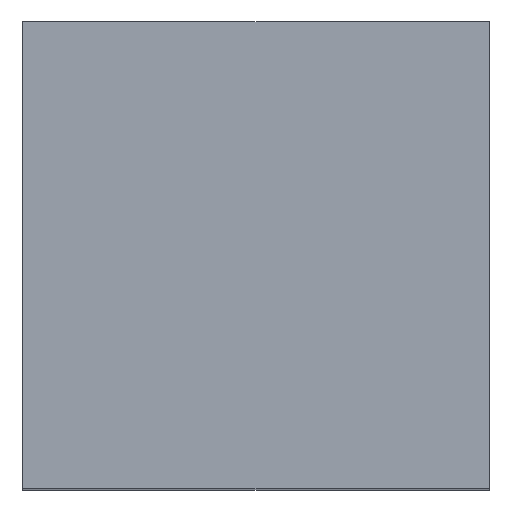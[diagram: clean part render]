
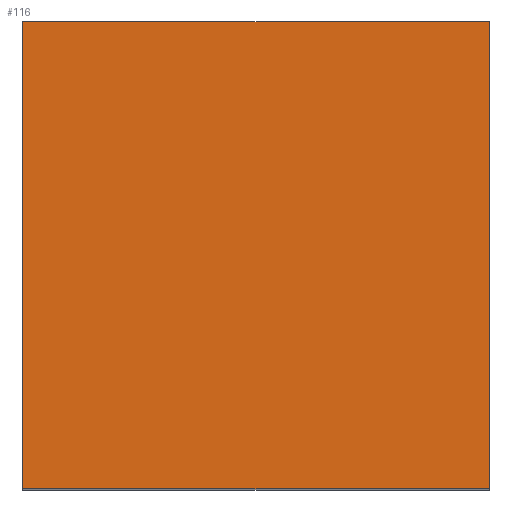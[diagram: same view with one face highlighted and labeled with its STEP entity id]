
A CAD part, top view. The second image highlights one B-rep face of the part: STEP entity #116.
In plain terms, the highlighted free-form (B-spline) face has degree [1, 1] with [2, 2] control points.
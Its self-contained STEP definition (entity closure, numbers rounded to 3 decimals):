
#81=CARTESIAN_POINT('F2',(-50.0,50.0,50.0));
#82=CARTESIAN_POINT('F2',(-50.0,-50.0,50.0));
#83=CARTESIAN_POINT('F2',(50.0,50.0,50.0));
#84=CARTESIAN_POINT('F2',(50.0,-50.0,50.0));
#85=QUASI_UNIFORM_SURFACE('F2',1,1,((#81,#83),(#82,#84)),
   .PLANE_SURF.,.F.,.F.,.U.);
#86=CARTESIAN_POINT('V5',(-50.0,50.0,50.0));
#87=VERTEX_POINT('V5',#86);
#88=CARTESIAN_POINT('V9',(-50.0,-50.0,50.0));
#89=VERTEX_POINT('V9',#88);
#90=CARTESIAN_POINT('E15',(-50.0,50.0,50.0));
#91=CARTESIAN_POINT('E15',(-50.0,-50.0,50.0));
#92=QUASI_UNIFORM_CURVE('E15',1,(#90,#91),.POLYLINE_FORM.,.F.,.U.);
#93=EDGE_CURVE('E15',#87,#89,#92,.T.);
#94=ORIENTED_EDGE('E15',*,*,#93,.F.);
#95=CARTESIAN_POINT('V6',(50.0,50.0,50.0));
#96=VERTEX_POINT('V6',#95);
#97=CARTESIAN_POINT('E7',(50.0,50.0,50.0));
#98=CARTESIAN_POINT('E7',(-50.0,50.0,50.0));
#99=QUASI_UNIFORM_CURVE('E7',1,(#97,#98),.POLYLINE_FORM.,.F.,.U.);
#100=EDGE_CURVE('E7',#96,#87,#99,.T.);
#101=ORIENTED_EDGE('E7',*,*,#100,.F.);
#102=CARTESIAN_POINT('V10',(50.0,-50.0,50.0));
#103=VERTEX_POINT('V10',#102);
#104=CARTESIAN_POINT('E13',(50.0,-50.0,50.0));
#105=CARTESIAN_POINT('E13',(50.0,50.0,50.0));
#106=QUASI_UNIFORM_CURVE('E13',1,(#104,#105),.POLYLINE_FORM.,.F.,.U.
   );
#107=EDGE_CURVE('E13',#103,#96,#106,.T.);
#108=ORIENTED_EDGE('E13',*,*,#107,.F.);
#109=CARTESIAN_POINT('E11',(-50.0,-50.0,50.0));
#110=CARTESIAN_POINT('E11',(50.0,-50.0,50.0));
#111=QUASI_UNIFORM_CURVE('E11',1,(#109,#110),.POLYLINE_FORM.,.F.,.U.
   );
#112=EDGE_CURVE('E11',#89,#103,#111,.T.);
#113=ORIENTED_EDGE('E11',*,*,#112,.F.);
#114=EDGE_LOOP('F2',(#94,#101,#108,#113));
#115=FACE_OUTER_BOUND('F2',#114,.F.);
#116=ADVANCED_FACE('F2',(#115),#85,.T.);
